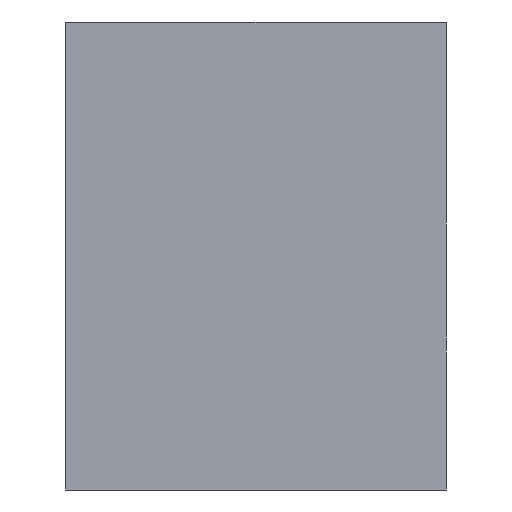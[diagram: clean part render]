
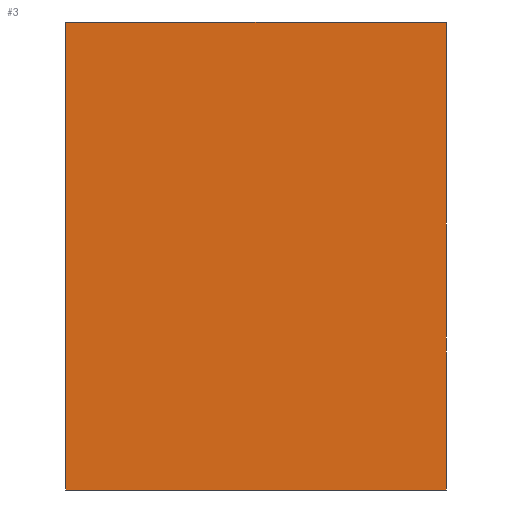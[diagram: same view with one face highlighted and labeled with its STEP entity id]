
A CAD part, left-side view. The second image highlights one B-rep face of the part: STEP entity #3.
In plain terms, the highlighted planar face has unit normal (-1, 0, 0).
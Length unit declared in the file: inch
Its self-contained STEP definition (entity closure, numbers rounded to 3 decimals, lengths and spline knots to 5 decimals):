
#3 = ADVANCED_FACE ( 'NONE', ( #453 ), #196, .F. ) ;
#6 = EDGE_CURVE ( 'NONE', #175, #182, #457, .T. ) ;
#7 = EDGE_CURVE ( 'NONE', #173, #175, #460, .T. ) ;
#11 = EDGE_CURVE ( 'NONE', #183, #182, #459, .T. ) ;
#55 = AXIS2_PLACEMENT_3D ( 'NONE', #197, #198, #199 ) ;
#67 = EDGE_CURVE ( 'NONE', #173, #183, #156, .T. ) ;
#153 = VECTOR ( 'NONE', #273, 39.37008 ) ;
#156 = LINE ( 'NONE', #272, #153 ) ;
#173 = VERTEX_POINT ( 'NONE', #316 ) ;
#175 = VERTEX_POINT ( 'NONE', #318 ) ;
#182 = VERTEX_POINT ( 'NONE', #325 ) ;
#183 = VERTEX_POINT ( 'NONE', #326 ) ;
#196 = PLANE ( 'NONE',  #55 ) ;
#197 = CARTESIAN_POINT ( 'NONE',  ( -0.175, -0.08, 0.0985 ) ) ;
#198 = DIRECTION ( 'NONE',  ( 1., 0., 0. ) ) ;
#199 = DIRECTION ( 'NONE',  ( 0., 0., -1. ) ) ;
#203 = CARTESIAN_POINT ( 'NONE',  ( -0.175, -0.08, -0.0985 ) ) ;
#204 = DIRECTION ( 'NONE',  ( 0., -1., 0. ) ) ;
#205 = CARTESIAN_POINT ( 'NONE',  ( -0.175, 0.08, 0.0985 ) ) ;
#206 = DIRECTION ( 'NONE',  ( 0., 0., -1. ) ) ;
#210 = CARTESIAN_POINT ( 'NONE',  ( -0.175, -0.08, 0.0985 ) ) ;
#211 = DIRECTION ( 'NONE',  ( 0., 0., -1. ) ) ;
#272 = CARTESIAN_POINT ( 'NONE',  ( -0.175, -0.08, 0.0985 ) ) ;
#273 = DIRECTION ( 'NONE',  ( 0., -1., 0. ) ) ;
#316 = CARTESIAN_POINT ( 'NONE',  ( -0.175, 0.08, 0.0985 ) ) ;
#318 = CARTESIAN_POINT ( 'NONE',  ( -0.175, 0.08, -0.0985 ) ) ;
#325 = CARTESIAN_POINT ( 'NONE',  ( -0.175, -0.08, -0.0985 ) ) ;
#326 = CARTESIAN_POINT ( 'NONE',  ( -0.175, -0.08, 0.0985 ) ) ;
#414 = EDGE_LOOP ( 'NONE', ( #447, #446, #480, #448 ) ) ;
#446 = ORIENTED_EDGE ( 'NONE', *, *, #11, .F. ) ;
#447 = ORIENTED_EDGE ( 'NONE', *, *, #6, .T. ) ;
#448 = ORIENTED_EDGE ( 'NONE', *, *, #7, .T. ) ;
#453 = FACE_OUTER_BOUND ( 'NONE', #414, .T. ) ;
#457 = LINE ( 'NONE', #203, #458 ) ;
#458 = VECTOR ( 'NONE', #204, 39.37008 ) ;
#459 = LINE ( 'NONE', #210, #463 ) ;
#460 = LINE ( 'NONE', #205, #496 ) ;
#463 = VECTOR ( 'NONE', #211, 39.37008 ) ;
#480 = ORIENTED_EDGE ( 'NONE', *, *, #67, .F. ) ;
#496 = VECTOR ( 'NONE', #206, 39.37008 ) ;
